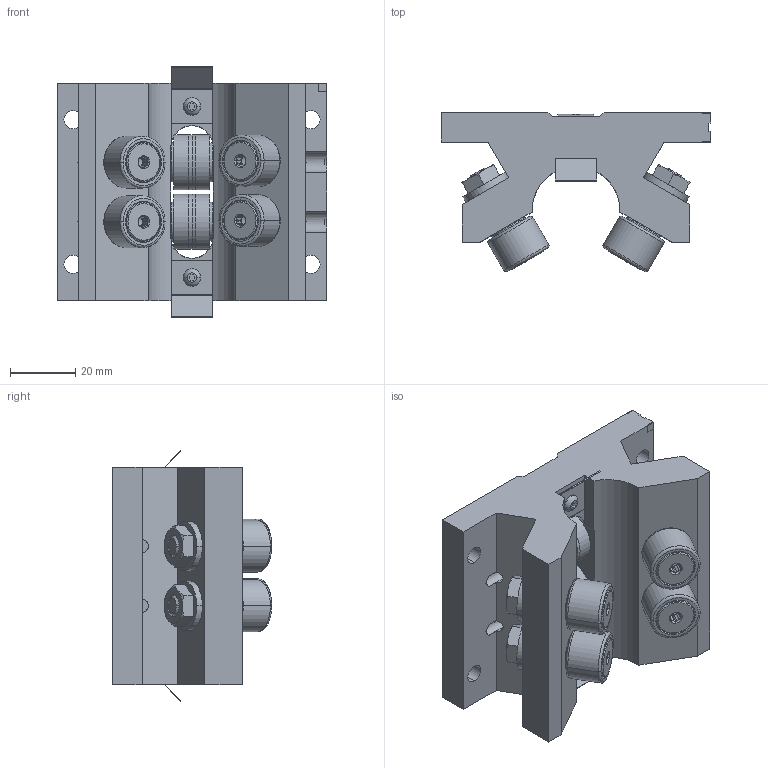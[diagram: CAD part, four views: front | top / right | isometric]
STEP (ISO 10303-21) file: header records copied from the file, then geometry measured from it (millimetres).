
FILE_DESCRIPTION (( 'STEP AP203' ), '1' );
FILE_NAME ('RollerBearing_1A72A8111E.step', '2022-10-18T07:22:04', ( '' ), ( '' ), 'SwSTEP 2.0', 'SolidWorks 2019', '' );
FILE_SCHEMA (( 'CONFIG_CONTROL_DESIGN' ));
Length unit declared in the file: inch
Products named in the file (3): hHkHss5fKh_CADModel_0; RollerBearing_1A72A8111E
Assembly tree (1 placements, depth 2):
  hHkHss5fKh_CADModel_0
  RollerBearing_1A72A8111E
    hHkHss5fKh_CADModel_0
Bounding box: 82.55 x 48.86 x 76.75 mm (x, y, z)
Volume: 128533.2 mm3; surface area: 41709.2 mm2
Topology: 21 solids, 21 shells, 583 faces, 1374 edges, 856 vertices
Faces by surface type: plane 253, cylinder 174, cone 128, bspline 16, torus 8, sphere 4
Entity records: 17448 total; most frequent: CARTESIAN_POINT 3652, DIRECTION 2924, ORIENTED_EDGE 2716, EDGE_CURVE 1358, AXIS2_PLACEMENT_3D 1120, VERTEX_POINT 856, LINE 684, VECTOR 684
